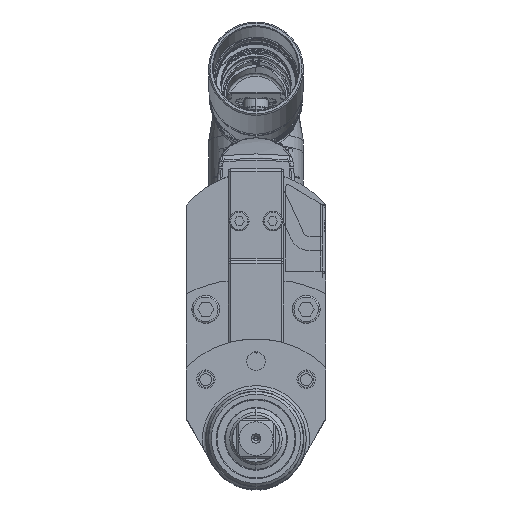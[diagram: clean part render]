
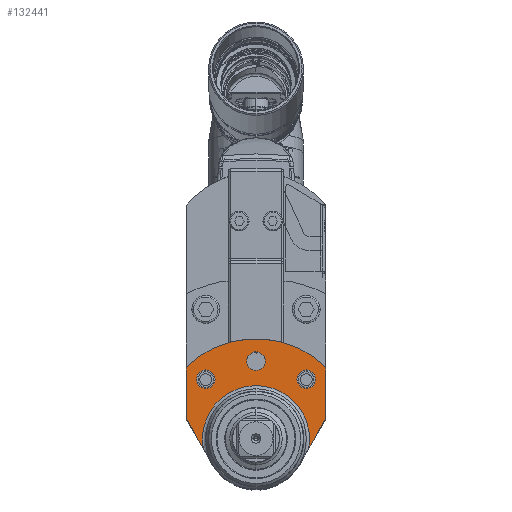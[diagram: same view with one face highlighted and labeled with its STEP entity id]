
A CAD part, top view. The second image highlights one B-rep face of the part: STEP entity #132441.
In plain terms, the highlighted planar face has unit normal (0, 0, 1).
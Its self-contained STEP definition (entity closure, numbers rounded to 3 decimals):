
#78056=CARTESIAN_POINT('',(0.,-63.32,467.2));
#78057=DIRECTION('',(0.,0.,1.));
#78058=DIRECTION('',(0.986,-0.167,0.));
#78059=AXIS2_PLACEMENT_3D('',#78056,#78057,#78058);
#78061=CARTESIAN_POINT('',(0.,-63.32,467.2));
#78062=DIRECTION('',(0.,0.,1.));
#78063=DIRECTION('',(-0.017,1.,0.));
#78064=AXIS2_PLACEMENT_3D('',#78061,#78062,#78063);
#78066=DIRECTION('',(-0.5,0.866,0.));
#78067=VECTOR('',#78066,12.142);
#78068=CARTESIAN_POINT('',(-18.929,-66.534,467.2));
#78069=LINE('',#78068,#78067);
#78070=CARTESIAN_POINT('',(0.,-63.32,467.2));
#78071=DIRECTION('',(0.,0.,-1.));
#78072=DIRECTION('',(-0.694,0.72,0.));
#78073=AXIS2_PLACEMENT_3D('',#78070,#78071,#78072);
#78075=DIRECTION('',(-0.5,-0.866,0.));
#78076=VECTOR('',#78075,12.142);
#78077=CARTESIAN_POINT('',(25.,-56.019,467.2));
#78078=LINE('',#78077,#78076);
#78079=CARTESIAN_POINT('',(-18.,-41.82,467.2));
#78080=DIRECTION('',(0.,0.,1.));
#78081=DIRECTION('',(1.,0.,0.));
#78082=AXIS2_PLACEMENT_3D('',#78079,#78080,#78081);
#78084=CARTESIAN_POINT('',(-18.,-41.82,467.2));
#78085=DIRECTION('',(0.,0.,1.));
#78086=DIRECTION('',(-1.,0.,0.));
#78087=AXIS2_PLACEMENT_3D('',#78084,#78085,#78086);
#78089=CARTESIAN_POINT('',(18.,-41.82,467.2));
#78090=DIRECTION('',(0.,0.,1.));
#78091=DIRECTION('',(1.,0.,0.));
#78092=AXIS2_PLACEMENT_3D('',#78089,#78090,#78091);
#78094=CARTESIAN_POINT('',(18.,-41.82,467.2));
#78095=DIRECTION('',(0.,0.,1.));
#78096=DIRECTION('',(-1.,0.,0.));
#78097=AXIS2_PLACEMENT_3D('',#78094,#78095,#78096);
#78099=CARTESIAN_POINT('',(0.,-35.32,467.2));
#78100=DIRECTION('',(0.,0.,1.));
#78101=DIRECTION('',(1.,0.,0.));
#78102=AXIS2_PLACEMENT_3D('',#78099,#78100,#78101);
#78104=CARTESIAN_POINT('',(0.,-35.32,467.2));
#78105=DIRECTION('',(0.,0.,1.));
#78106=DIRECTION('',(-1.,0.,0.));
#78107=AXIS2_PLACEMENT_3D('',#78104,#78105,#78106);
#78109=CARTESIAN_POINT('',(-18.929,-66.534,467.2));
#78124=DIRECTION('',(0.,-1.,0.));
#78125=VECTOR('',#78124,18.602);
#78126=CARTESIAN_POINT('',(-25.,-37.416,467.2));
#78127=LINE('',#78126,#78125);
#78140=DIRECTION('',(0.,1.,0.));
#78141=VECTOR('',#78140,18.602);
#78142=CARTESIAN_POINT('',(25.,-56.019,467.2));
#78143=LINE('',#78142,#78141);
#97354=VERTEX_POINT('',#78109);
#97356=CARTESIAN_POINT('',(-0.32,-44.123,467.2));
#97357=VERTEX_POINT('',#97356);
#97358=CARTESIAN_POINT('',(18.929,-66.534,467.2));
#97359=VERTEX_POINT('',#97358);
#97436=CARTESIAN_POINT('',(3.324,-35.32,467.2));
#97437=CARTESIAN_POINT('',(-3.324,-35.32,467.2));
#97438=VERTEX_POINT('',#97436);
#97439=VERTEX_POINT('',#97437);
#97440=CARTESIAN_POINT('',(-14.677,-41.82,467.2));
#97441=CARTESIAN_POINT('',(-21.324,-41.82,467.2));
#97442=VERTEX_POINT('',#97440);
#97443=VERTEX_POINT('',#97441);
#97444=CARTESIAN_POINT('',(21.324,-41.82,467.2));
#97445=CARTESIAN_POINT('',(14.677,-41.82,467.2));
#97446=VERTEX_POINT('',#97444);
#97447=VERTEX_POINT('',#97445);
#97448=CARTESIAN_POINT('',(-25.,-56.019,467.2));
#97449=VERTEX_POINT('',#97448);
#97450=CARTESIAN_POINT('',(-25.,-37.416,467.2));
#97451=VERTEX_POINT('',#97450);
#97452=CARTESIAN_POINT('',(25.,-37.416,467.2));
#97453=VERTEX_POINT('',#97452);
#97454=CARTESIAN_POINT('',(25.,-56.019,467.2));
#97455=VERTEX_POINT('',#97454);
#132405=CARTESIAN_POINT('',(0.,-46.896,467.2));
#132406=DIRECTION('',(0.,0.,1.));
#132407=DIRECTION('',(-1.,0.,0.));
#132408=AXIS2_PLACEMENT_3D('',#132405,#132406,#132407);
#132409=PLANE('',#132408);
#132410=ORIENTED_EDGE('',*,*,#132294,.T.);
#132411=ORIENTED_EDGE('',*,*,#132292,.T.);
#132413=ORIENTED_EDGE('',*,*,#132412,.T.);
#132415=ORIENTED_EDGE('',*,*,#132414,.F.);
#132417=ORIENTED_EDGE('',*,*,#132416,.T.);
#132419=ORIENTED_EDGE('',*,*,#132418,.F.);
#132420=ORIENTED_EDGE('',*,*,#132390,.T.);
#132421=EDGE_LOOP('',(#132410,#132411,#132413,#132415,#132417,#132419,#132420));
#132422=FACE_OUTER_BOUND('',#132421,.F.);
#132424=ORIENTED_EDGE('',*,*,#132423,.T.);
#132426=ORIENTED_EDGE('',*,*,#132425,.T.);
#132427=EDGE_LOOP('',(#132424,#132426));
#132428=FACE_BOUND('',#132427,.F.);
#132430=ORIENTED_EDGE('',*,*,#132429,.T.);
#132432=ORIENTED_EDGE('',*,*,#132431,.T.);
#132433=EDGE_LOOP('',(#132430,#132432));
#132434=FACE_BOUND('',#132433,.F.);
#132436=ORIENTED_EDGE('',*,*,#132435,.T.);
#132438=ORIENTED_EDGE('',*,*,#132437,.T.);
#132439=EDGE_LOOP('',(#132436,#132438));
#132440=FACE_BOUND('',#132439,.F.);
#78060=CIRCLE('',#78059,19.2);
#78065=CIRCLE('',#78064,19.2);
#78074=CIRCLE('',#78073,36.);
#78083=CIRCLE('',#78082,3.324);
#78088=CIRCLE('',#78087,3.324);
#78093=CIRCLE('',#78092,3.324);
#78098=CIRCLE('',#78097,3.324);
#78103=CIRCLE('',#78102,3.324);
#78108=CIRCLE('',#78107,3.324);
#132292=EDGE_CURVE('',#97357,#97354,#78065,.T.);
#132294=EDGE_CURVE('',#97359,#97357,#78060,.T.);
#132390=EDGE_CURVE('',#97455,#97359,#78078,.T.);
#132412=EDGE_CURVE('',#97354,#97449,#78069,.T.);
#132414=EDGE_CURVE('',#97451,#97449,#78127,.T.);
#132416=EDGE_CURVE('',#97451,#97453,#78074,.T.);
#132418=EDGE_CURVE('',#97455,#97453,#78143,.T.);
#132423=EDGE_CURVE('',#97442,#97443,#78083,.T.);
#132425=EDGE_CURVE('',#97443,#97442,#78088,.T.);
#132429=EDGE_CURVE('',#97446,#97447,#78093,.T.);
#132431=EDGE_CURVE('',#97447,#97446,#78098,.T.);
#132435=EDGE_CURVE('',#97438,#97439,#78103,.T.);
#132437=EDGE_CURVE('',#97439,#97438,#78108,.T.);
#132441=ADVANCED_FACE('',(#132422,#132428,#132434,#132440),#132409,.T.);
